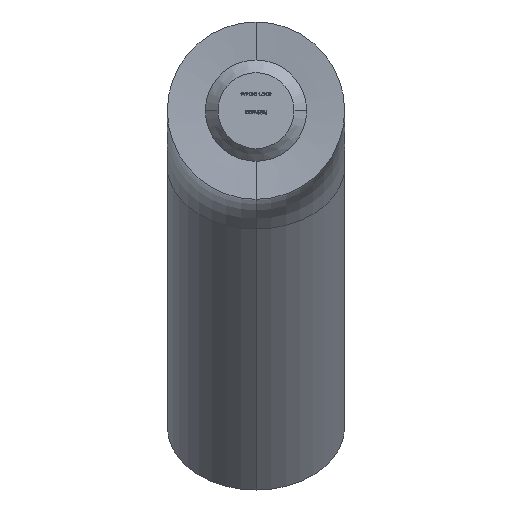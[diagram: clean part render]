
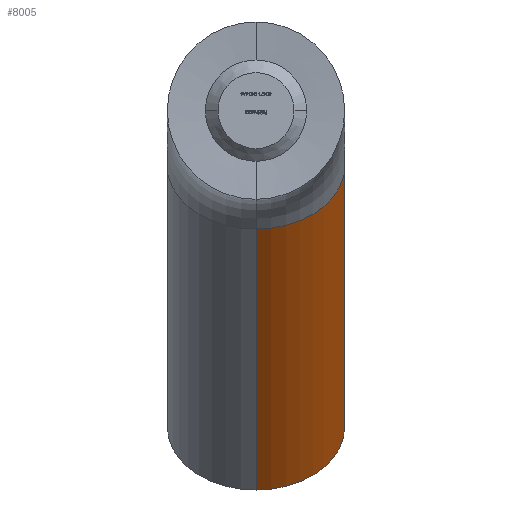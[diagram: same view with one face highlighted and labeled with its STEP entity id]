
A CAD part, front view. The second image highlights one B-rep face of the part: STEP entity #8005.
In plain terms, the highlighted cylindrical face has radius 7 mm (diameter 14 mm), a partial arc.
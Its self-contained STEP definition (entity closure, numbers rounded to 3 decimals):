
#179 = DIRECTION ( 'NONE',  ( 0., 0.707, -0.707 ) ) ;
#226 = CARTESIAN_POINT ( 'NONE',  ( 0., 60., -25. ) ) ;
#890 = CARTESIAN_POINT ( 'NONE',  ( 0., 55.05, -29.95 ) ) ;
#1469 = ORIENTED_EDGE ( 'NONE', *, *, #8963, .F. ) ;
#2213 = DIRECTION ( 'NONE',  ( 0., 0.707, -0.707 ) ) ;
#2546 = CARTESIAN_POINT ( 'NONE',  ( 0., 44.343, 0.556 ) ) ;
#3225 = CARTESIAN_POINT ( 'NONE',  ( 0., 44.343, 0.556 ) ) ;
#3743 = CIRCLE ( 'NONE', #12842, 7. ) ;
#4184 = LINE ( 'NONE', #3225, #11487 ) ;
#4269 = CARTESIAN_POINT ( 'NONE',  ( 0., 39.393, -4.393 ) ) ;
#4690 = ORIENTED_EDGE ( 'NONE', *, *, #6212, .T. ) ;
#5180 = CYLINDRICAL_SURFACE ( 'NONE', #9283, 7. ) ;
#5205 = CARTESIAN_POINT ( 'NONE',  ( 0., 34.444, -9.343 ) ) ;
#5575 = DIRECTION ( 'NONE',  ( 0., 0.707, -0.707 ) ) ;
#5716 = VECTOR ( 'NONE', #179, 1000. ) ;
#5782 = VERTEX_POINT ( 'NONE', #7048 ) ;
#6039 = AXIS2_PLACEMENT_3D ( 'NONE', #10752, #5575, #11858 ) ;
#6094 = ORIENTED_EDGE ( 'NONE', *, *, #12953, .T. ) ;
#6212 = EDGE_CURVE ( 'NONE', #7728, #9263, #11366, .T. ) ;
#6425 = CARTESIAN_POINT ( 'NONE',  ( 0., 34.444, -9.343 ) ) ;
#7048 = CARTESIAN_POINT ( 'NONE',  ( 0., 64.95, -20.05 ) ) ;
#7377 = EDGE_CURVE ( 'NONE', #5782, #9263, #3743, .T. ) ;
#7519 = DIRECTION ( 'NONE',  ( 0., 0.707, -0.707 ) ) ;
#7588 = DIRECTION ( 'NONE',  ( 0., 0.707, -0.707 ) ) ;
#7728 = VERTEX_POINT ( 'NONE', #5205 ) ;
#7786 = VERTEX_POINT ( 'NONE', #2546 ) ;
#8005 = ADVANCED_FACE ( 'NONE', ( #9569 ), #5180, .T. ) ;
#8922 = EDGE_LOOP ( 'NONE', ( #6094, #4690, #11638, #1469 ) ) ;
#8963 = EDGE_CURVE ( 'NONE', #7786, #5782, #4184, .T. ) ;
#9263 = VERTEX_POINT ( 'NONE', #890 ) ;
#9283 = AXIS2_PLACEMENT_3D ( 'NONE', #4269, #7519, #12530 ) ;
#9569 = FACE_OUTER_BOUND ( 'NONE', #8922, .T. ) ;
#9640 = CIRCLE ( 'NONE', #6039, 7. ) ;
#10752 = CARTESIAN_POINT ( 'NONE',  ( 0., 39.393, -4.393 ) ) ;
#11366 = LINE ( 'NONE', #6425, #5716 ) ;
#11487 = VECTOR ( 'NONE', #2213, 1000. ) ;
#11638 = ORIENTED_EDGE ( 'NONE', *, *, #7377, .F. ) ;
#11858 = DIRECTION ( 'NONE',  ( 0., 0.707, 0.707 ) ) ;
#12530 = DIRECTION ( 'NONE',  ( 0., 0.707, 0.707 ) ) ;
#12607 = DIRECTION ( 'NONE',  ( 0., 0.707, 0.707 ) ) ;
#12842 = AXIS2_PLACEMENT_3D ( 'NONE', #226, #7588, #12607 ) ;
#12953 = EDGE_CURVE ( 'NONE', #7786, #7728, #9640, .T. ) ;
